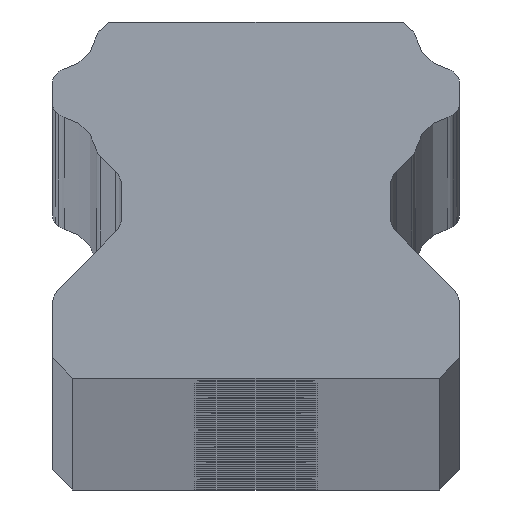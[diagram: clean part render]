
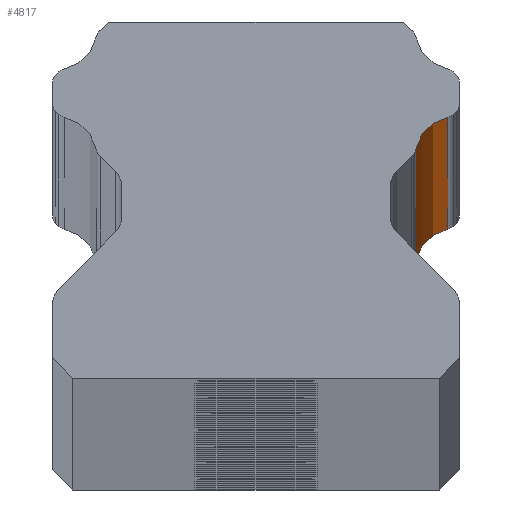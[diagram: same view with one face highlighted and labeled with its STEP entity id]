
A CAD part, top view. The second image highlights one B-rep face of the part: STEP entity #4817.
In plain terms, the highlighted cylindrical face has radius 2 mm (diameter 4 mm), a partial arc.
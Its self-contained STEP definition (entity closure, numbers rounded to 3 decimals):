
#54 = CARTESIAN_POINT ( 'NONE',  ( 9.811, -3.146, -1575. ) ) ;
#62 = CARTESIAN_POINT ( 'NONE',  ( 7.847, -2.767, 1575. ) ) ;
#171 = AXIS2_PLACEMENT_3D ( 'NONE', #7702, #3350, #9284 ) ;
#215 = VECTOR ( 'NONE', #5636, 1000. ) ;
#235 = CARTESIAN_POINT ( 'NONE',  ( 9.432, -1.182, 1575. ) ) ;
#1035 = CARTESIAN_POINT ( 'NONE',  ( 9.432, -1.182, 1575. ) ) ;
#1412 = DIRECTION ( 'NONE',  ( 0., 0., -1. ) ) ;
#2296 = CARTESIAN_POINT ( 'NONE',  ( 7.847, -2.767, -1575. ) ) ;
#2744 = CIRCLE ( 'NONE', #171, 2. ) ;
#2871 = DIRECTION ( 'NONE',  ( -1., 0., 0. ) ) ;
#3350 = DIRECTION ( 'NONE',  ( 0., 0., -1. ) ) ;
#3400 = CIRCLE ( 'NONE', #8698, 2. ) ;
#3662 = ORIENTED_EDGE ( 'NONE', *, *, #8809, .F. ) ;
#3833 = AXIS2_PLACEMENT_3D ( 'NONE', #8846, #1412, #2871 ) ;
#3844 = VECTOR ( 'NONE', #7014, 1000. ) ;
#4154 = CARTESIAN_POINT ( 'NONE',  ( 7.847, -2.767, 1575. ) ) ;
#4357 = VERTEX_POINT ( 'NONE', #235 ) ;
#4519 = EDGE_CURVE ( 'NONE', #9064, #5819, #3400, .T. ) ;
#4817 = ADVANCED_FACE ( 'NONE', ( #6651 ), #8072, .F. ) ;
#5417 = CARTESIAN_POINT ( 'NONE',  ( 9.432, -1.182, -1575. ) ) ;
#5636 = DIRECTION ( 'NONE',  ( 0., 0., -1. ) ) ;
#5819 = VERTEX_POINT ( 'NONE', #5417 ) ;
#6070 = LINE ( 'NONE', #1035, #3844 ) ;
#6181 = EDGE_CURVE ( 'NONE', #9452, #9064, #7931, .T. ) ;
#6600 = EDGE_CURVE ( 'NONE', #4357, #5819, #6070, .T. ) ;
#6651 = FACE_OUTER_BOUND ( 'NONE', #8589, .T. ) ;
#6789 = ORIENTED_EDGE ( 'NONE', *, *, #4519, .T. ) ;
#7014 = DIRECTION ( 'NONE',  ( 0., 0., -1. ) ) ;
#7702 = CARTESIAN_POINT ( 'NONE',  ( 9.811, -3.146, 1575. ) ) ;
#7868 = ORIENTED_EDGE ( 'NONE', *, *, #6181, .T. ) ;
#7931 = LINE ( 'NONE', #4154, #215 ) ;
#8072 = CYLINDRICAL_SURFACE ( 'NONE', #3833, 2. ) ;
#8151 = ORIENTED_EDGE ( 'NONE', *, *, #6600, .F. ) ;
#8589 = EDGE_LOOP ( 'NONE', ( #6789, #8151, #3662, #7868 ) ) ;
#8698 = AXIS2_PLACEMENT_3D ( 'NONE', #54, #9664, #9015 ) ;
#8809 = EDGE_CURVE ( 'NONE', #9452, #4357, #2744, .T. ) ;
#8846 = CARTESIAN_POINT ( 'NONE',  ( 9.811, -3.146, 1575. ) ) ;
#9015 = DIRECTION ( 'NONE',  ( -1., 0., 0. ) ) ;
#9064 = VERTEX_POINT ( 'NONE', #2296 ) ;
#9284 = DIRECTION ( 'NONE',  ( -1., 0., 0. ) ) ;
#9452 = VERTEX_POINT ( 'NONE', #62 ) ;
#9664 = DIRECTION ( 'NONE',  ( 0., 0., -1. ) ) ;
